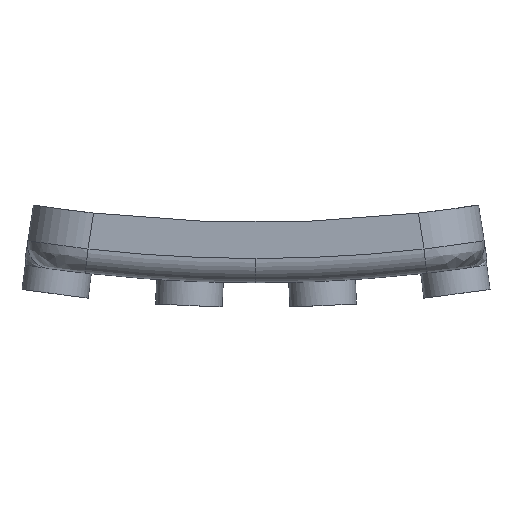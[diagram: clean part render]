
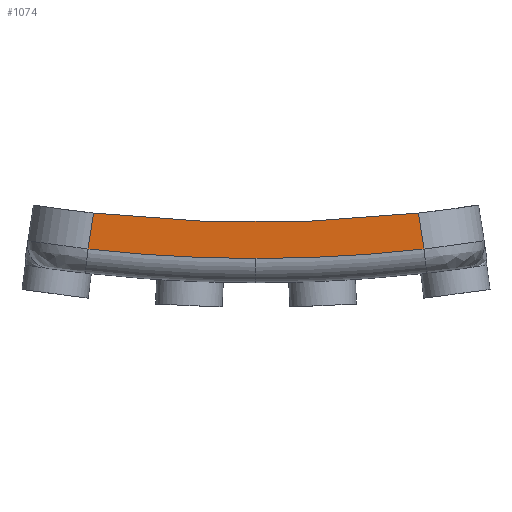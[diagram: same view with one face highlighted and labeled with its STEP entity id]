
A CAD part, front view. The second image highlights one B-rep face of the part: STEP entity #1074.
In plain terms, the highlighted planar face has unit normal (0, -1, 0).
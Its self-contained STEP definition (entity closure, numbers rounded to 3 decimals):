
#42 = CARTESIAN_POINT ( 'NONE',  ( -13.861, -10., -122.217 ) ) ;
#61 = EDGE_CURVE ( 'NONE', #2217, #751, #964, .T. ) ;
#420 = LINE ( 'NONE', #1654, #1972 ) ;
#541 = DIRECTION ( 'NONE',  ( 0., -1., 0. ) ) ;
#599 = CIRCLE ( 'NONE', #2528, 120. ) ;
#656 = AXIS2_PLACEMENT_3D ( 'NONE', #790, #1527, #1772 ) ;
#729 = CARTESIAN_POINT ( 'NONE',  ( 0., -10., 0. ) ) ;
#740 = CARTESIAN_POINT ( 'NONE',  ( 0., -10., 0. ) ) ;
#745 = DIRECTION ( 'NONE',  ( -0.153, 0., -0.988 ) ) ;
#751 = VERTEX_POINT ( 'NONE', #42 ) ;
#790 = CARTESIAN_POINT ( 'NONE',  ( 0., -10., 0. ) ) ;
#938 = DIRECTION ( 'NONE',  ( -0.153, 0., 0.988 ) ) ;
#964 = LINE ( 'NONE', #2701, #1548 ) ;
#1058 = CIRCLE ( 'NONE', #1107, 123. ) ;
#1074 = ADVANCED_FACE ( 'NONE', ( #2006 ), #2742, .T. ) ;
#1096 = ORIENTED_EDGE ( 'NONE', *, *, #2188, .F. ) ;
#1107 = AXIS2_PLACEMENT_3D ( 'NONE', #740, #541, #1926 ) ;
#1112 = VERTEX_POINT ( 'NONE', #2021 ) ;
#1185 = EDGE_LOOP ( 'NONE', ( #2227, #2104, #1617, #2890, #1096 ) ) ;
#1241 = DIRECTION ( 'NONE',  ( 0., 0., -1. ) ) ;
#1296 = CARTESIAN_POINT ( 'NONE',  ( 0., -10., -123. ) ) ;
#1398 = CIRCLE ( 'NONE', #656, 123. ) ;
#1404 = CARTESIAN_POINT ( 'NONE',  ( -13.401, -10., -119.249 ) ) ;
#1522 = CARTESIAN_POINT ( 'NONE',  ( 0., -10., 0. ) ) ;
#1527 = DIRECTION ( 'NONE',  ( 0., -1., 0. ) ) ;
#1548 = VECTOR ( 'NONE', #745, 1000. ) ;
#1617 = ORIENTED_EDGE ( 'NONE', *, *, #2251, .T. ) ;
#1654 = CARTESIAN_POINT ( 'NONE',  ( 13.417, -10., -119.352 ) ) ;
#1747 = VERTEX_POINT ( 'NONE', #1296 ) ;
#1772 = DIRECTION ( 'NONE',  ( 0., 0., -1. ) ) ;
#1912 = DIRECTION ( 'NONE',  ( 0., -1., 0. ) ) ;
#1926 = DIRECTION ( 'NONE',  ( 0., 0., -1. ) ) ;
#1939 = VERTEX_POINT ( 'NONE', #2423 ) ;
#1972 = VECTOR ( 'NONE', #938, 1000. ) ;
#2006 = FACE_OUTER_BOUND ( 'NONE', #1185, .T. ) ;
#2021 = CARTESIAN_POINT ( 'NONE',  ( 13.401, -10., -119.249 ) ) ;
#2104 = ORIENTED_EDGE ( 'NONE', *, *, #2694, .T. ) ;
#2157 = DIRECTION ( 'NONE',  ( 0., 0., -1. ) ) ;
#2188 = EDGE_CURVE ( 'NONE', #2217, #1112, #599, .T. ) ;
#2217 = VERTEX_POINT ( 'NONE', #1404 ) ;
#2220 = DIRECTION ( 'NONE',  ( 0., -1., 0. ) ) ;
#2227 = ORIENTED_EDGE ( 'NONE', *, *, #61, .T. ) ;
#2251 = EDGE_CURVE ( 'NONE', #1747, #1939, #1398, .T. ) ;
#2317 = AXIS2_PLACEMENT_3D ( 'NONE', #1522, #2220, #1241 ) ;
#2423 = CARTESIAN_POINT ( 'NONE',  ( 13.861, -10., -122.217 ) ) ;
#2528 = AXIS2_PLACEMENT_3D ( 'NONE', #729, #1912, #2157 ) ;
#2694 = EDGE_CURVE ( 'NONE', #751, #1747, #1058, .T. ) ;
#2701 = CARTESIAN_POINT ( 'NONE',  ( 4.941, -10., -0.765 ) ) ;
#2742 = PLANE ( 'NONE',  #2317 ) ;
#2890 = ORIENTED_EDGE ( 'NONE', *, *, #2953, .T. ) ;
#2953 = EDGE_CURVE ( 'NONE', #1939, #1112, #420, .T. ) ;
